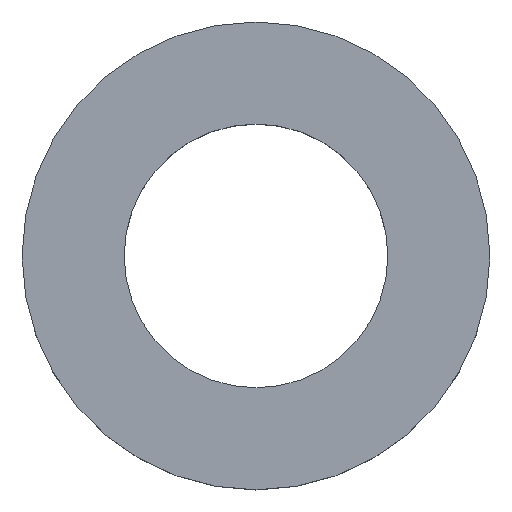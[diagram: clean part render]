
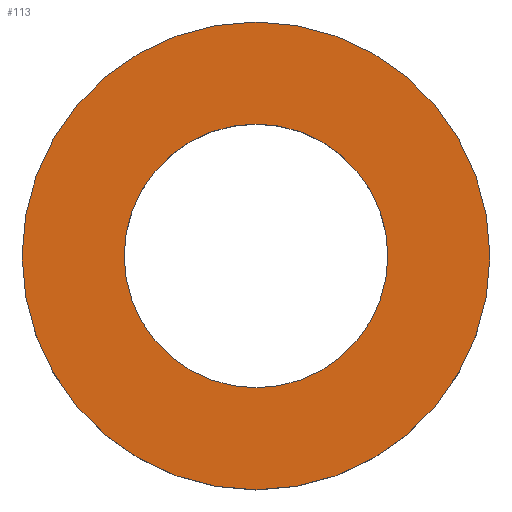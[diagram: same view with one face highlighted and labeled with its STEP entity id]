
A CAD part, top view. The second image highlights one B-rep face of the part: STEP entity #113.
In plain terms, the highlighted planar face has unit normal (0, 0, 1).
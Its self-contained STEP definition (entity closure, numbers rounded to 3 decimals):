
#42 = VERTEX_POINT('',#43);
#43 = CARTESIAN_POINT('',(2.75,0.,1.));
#49 = EDGE_CURVE('',#42,#42,#50,.T.);
#50 = CIRCLE('',#51,2.75);
#51 = AXIS2_PLACEMENT_3D('',#52,#53,#54);
#52 = CARTESIAN_POINT('',(0.,0.,1.));
#53 = DIRECTION('',(0.,0.,1.));
#54 = DIRECTION('',(1.,0.,0.));
#75 = VERTEX_POINT('',#76);
#76 = CARTESIAN_POINT('',(1.55,0.,1.));
#82 = EDGE_CURVE('',#75,#75,#83,.T.);
#83 = CIRCLE('',#84,1.55);
#84 = AXIS2_PLACEMENT_3D('',#85,#86,#87);
#85 = CARTESIAN_POINT('',(0.,0.,1.));
#86 = DIRECTION('',(0.,0.,1.));
#87 = DIRECTION('',(1.,0.,0.));
#113 = ADVANCED_FACE('',(#114,#117),#120,.T.);
#114 = FACE_BOUND('',#115,.T.);
#115 = EDGE_LOOP('',(#116));
#116 = ORIENTED_EDGE('',*,*,#49,.T.);
#117 = FACE_BOUND('',#118,.F.);
#118 = EDGE_LOOP('',(#119));
#119 = ORIENTED_EDGE('',*,*,#82,.T.);
#120 = PLANE('',#121);
#121 = AXIS2_PLACEMENT_3D('',#122,#123,#124);
#122 = CARTESIAN_POINT('',(0.,0.,1.));
#123 = DIRECTION('',(0.,0.,1.));
#124 = DIRECTION('',(1.,0.,0.));
